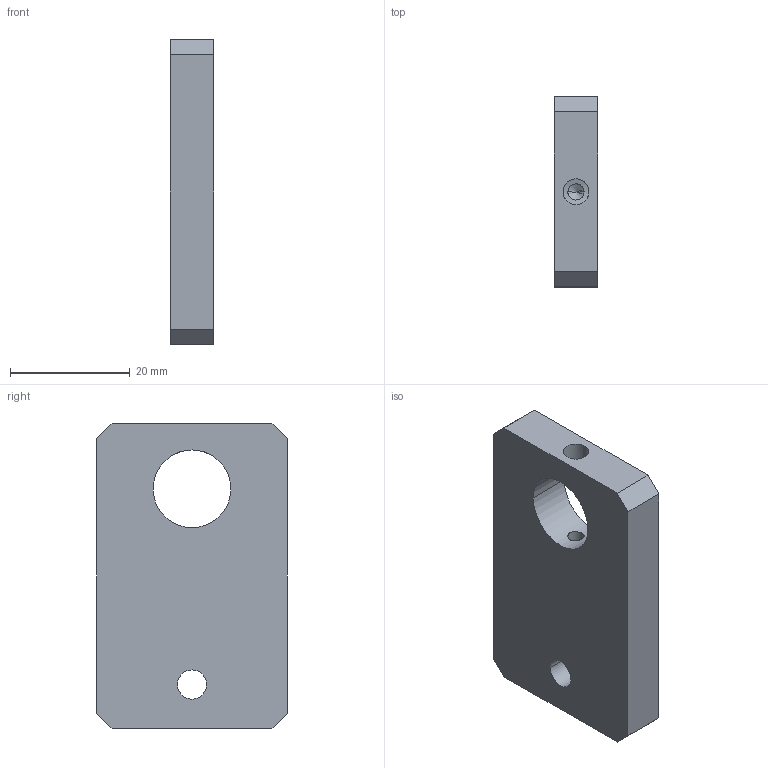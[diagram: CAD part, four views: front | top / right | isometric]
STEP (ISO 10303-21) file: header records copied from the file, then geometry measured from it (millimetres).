
FILE_DESCRIPTION (( 'STEP AP214' ), '1' );
FILE_NAME ('D1200754-v1_HANDLE GUSSET, aLIGO TCS STEERING MIRROR 1, H1-L1_STEP.STEP', '2012-05-31T17:25:03', ( '' ), ( '' ), 'SwSTEP 2.0', 'SolidWorks 2012', '' );
FILE_SCHEMA (( 'AUTOMOTIVE_DESIGN' ));
Length unit declared in the file: inch
Products named in the file (1): D1200754-v1_HANDLE GUSSET, aLIGO TCS STEERING MIRROR 1, H1-L1_STEP
Bounding box: 7.3 x 31.75 x 50.8 mm (x, y, z)
Volume: 10473.5 mm3; surface area: 4569.4 mm2
Topology: 1 solids, 1 shells, 20 faces, 52 edges, 33 vertices
Faces by surface type: plane 10, cylinder 8, cone 2
Entity records: 746 total; most frequent: CARTESIAN_POINT 208, ORIENTED_EDGE 100, DIRECTION 100, EDGE_CURVE 50, VECTOR 34, LINE 34, AXIS2_PLACEMENT_3D 33, VERTEX_POINT 33
